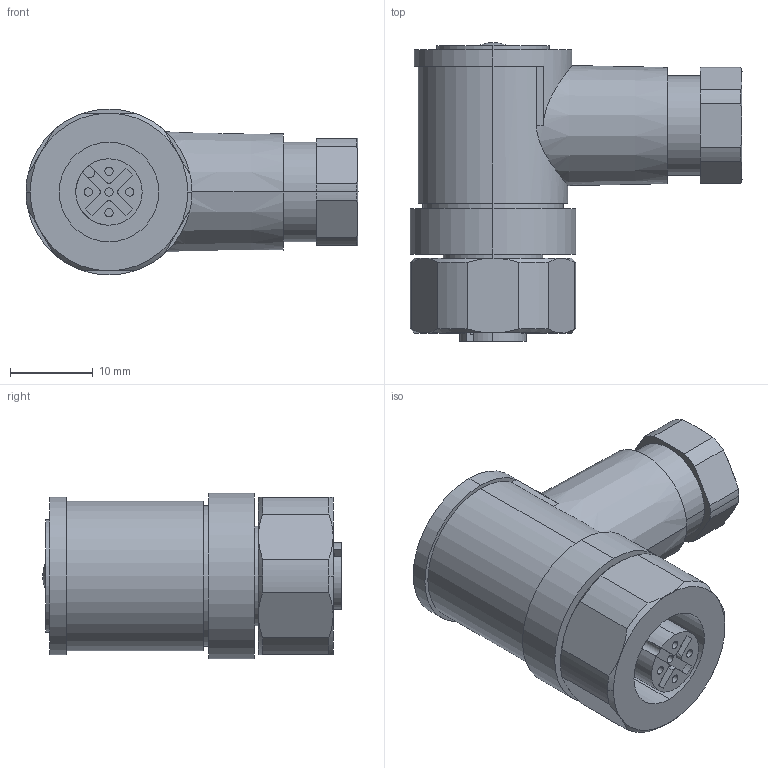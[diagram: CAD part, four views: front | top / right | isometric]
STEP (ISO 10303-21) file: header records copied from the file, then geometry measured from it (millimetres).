
FILE_DESCRIPTION(('SolidDesigner STEP Export'),'2;1');
FILE_NAME('1553284.stp','2008-07-28T10:26:30',(''),(''),'OneSpace Designer STEP processor for AP214 (Solid Model)','OneSpace Designer 14.50 18-Oct-2006 (C) CoCreate Software GmbH','');
FILE_SCHEMA(('AUTOMOTIVE_DESIGN { 1 0 10303 214 1 1 1 1 }'));
Length unit declared in the file: millimetre
Products named in the file (1): 1553284
Bounding box: 40 x 36 x 20 mm (x, y, z)
Volume: 11404.6 mm3; surface area: 5319.8 mm2
Topology: 1 solids, 1 shells, 129 faces, 317 edges, 208 vertices
Faces by surface type: cylinder 56, plane 51, cone 20, sphere 2
Entity records: 3975 total; most frequent: CARTESIAN_POINT 1176, ORIENTED_EDGE 634, DIRECTION 528, EDGE_CURVE 317, VERTEX_POINT 208, AXIS2_PLACEMENT_3D 202, EDGE_LOOP 147, FACE_OUTER_BOUND 129
